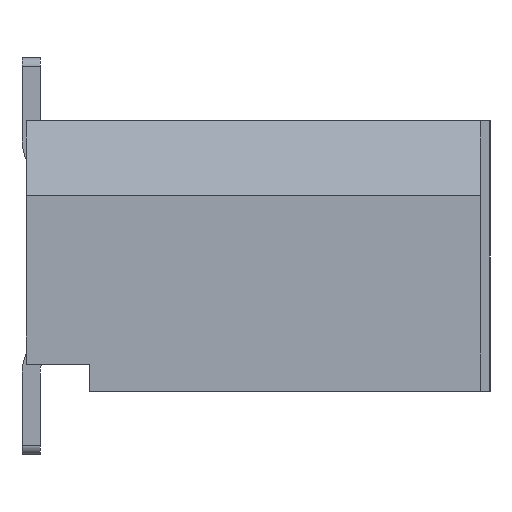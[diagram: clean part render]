
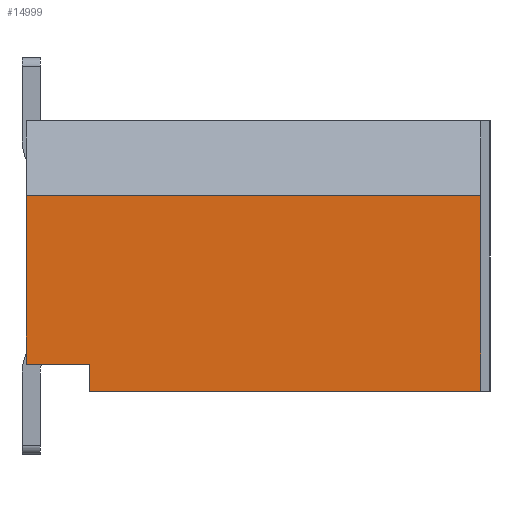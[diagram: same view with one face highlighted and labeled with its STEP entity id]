
A CAD part, left-side view. The second image highlights one B-rep face of the part: STEP entity #14999.
In plain terms, the highlighted planar face has unit normal (-1, 0, 0).
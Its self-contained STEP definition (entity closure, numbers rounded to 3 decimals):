
#2402=ORIENTED_EDGE('',*,*,#5078,.F.);
#2403=ORIENTED_EDGE('',*,*,#6223,.F.);
#2404=ORIENTED_EDGE('',*,*,#4856,.F.);
#2405=ORIENTED_EDGE('',*,*,#6224,.T.);
#2406=ORIENTED_EDGE('',*,*,#6225,.T.);
#2407=ORIENTED_EDGE('',*,*,#6215,.F.);
#4856=EDGE_CURVE('',#7083,#7084,#8571,.T.);
#5078=EDGE_CURVE('',#7301,#7302,#8793,.T.);
#6215=EDGE_CURVE('',#7302,#8085,#9876,.T.);
#6223=EDGE_CURVE('',#7084,#7301,#9884,.T.);
#6224=EDGE_CURVE('',#7083,#8089,#9885,.T.);
#6225=EDGE_CURVE('',#8089,#8085,#9886,.T.);
#7083=VERTEX_POINT('',#20301);
#7084=VERTEX_POINT('',#20302);
#7301=VERTEX_POINT('',#20741);
#7302=VERTEX_POINT('',#20743);
#8085=VERTEX_POINT('',#22883);
#8089=VERTEX_POINT('',#22899);
#8571=LINE('',#20300,#10670);
#8793=LINE('',#20742,#10892);
#9876=LINE('',#22882,#11975);
#9884=LINE('',#22897,#11983);
#9885=LINE('',#22898,#11984);
#9886=LINE('',#22900,#11985);
#10670=VECTOR('',#16448,1000.);
#10892=VECTOR('',#16672,1000.);
#11975=VECTOR('',#18303,1000.);
#11983=VECTOR('',#18317,1000.);
#11984=VECTOR('',#18318,1000.);
#11985=VECTOR('',#18319,1000.);
#12963=EDGE_LOOP('',(#2402,#2403,#2404,#2405,#2406,#2407));
#13664=FACE_BOUND('',#12963,.T.);
#14335=PLANE('',#15807);
#14999=ADVANCED_FACE('',(#13664),#14335,.F.);
#15807=AXIS2_PLACEMENT_3D('',#22896,#18315,#18316);
#16448=DIRECTION('',(0.,0.,-1.));
#16672=DIRECTION('',(0.,0.,1.));
#18303=DIRECTION('',(0.,1.,0.));
#18315=DIRECTION('',(1.,0.,0.));
#18316=DIRECTION('',(0.,0.,-1.));
#18317=DIRECTION('',(0.,1.,0.));
#18318=DIRECTION('',(0.,1.,0.));
#18319=DIRECTION('',(0.,0.,-1.));
#20300=CARTESIAN_POINT('',(-15.5,-2.525,0.672));
#20301=CARTESIAN_POINT('',(-15.5,-2.525,0.672));
#20302=CARTESIAN_POINT('',(-15.5,-2.525,-1.5));
#20741=CARTESIAN_POINT('',(-15.5,1.825,-1.5));
#20742=CARTESIAN_POINT('',(-15.5,1.825,-1.5));
#20743=CARTESIAN_POINT('',(-15.5,1.825,-1.2));
#22882=CARTESIAN_POINT('',(-15.5,1.825,-1.2));
#22883=CARTESIAN_POINT('',(-15.5,2.525,-1.2));
#22896=CARTESIAN_POINT('',(-15.5,-2.525,0.672));
#22897=CARTESIAN_POINT('',(-15.5,-2.525,-1.5));
#22898=CARTESIAN_POINT('',(-15.5,-2.525,0.672));
#22899=CARTESIAN_POINT('',(-15.5,2.525,0.672));
#22900=CARTESIAN_POINT('',(-15.5,2.525,0.672));
